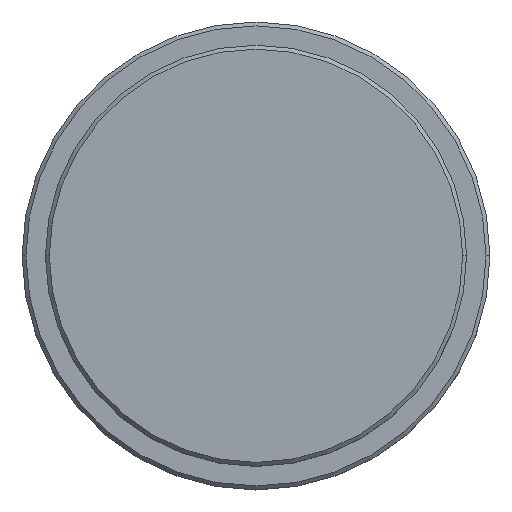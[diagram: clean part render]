
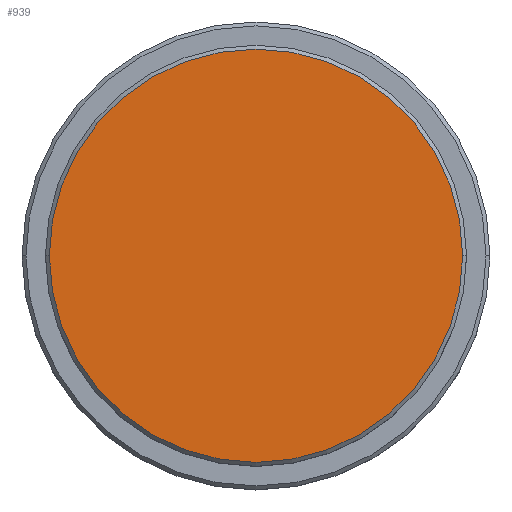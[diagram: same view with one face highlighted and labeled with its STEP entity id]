
A CAD part, top view. The second image highlights one B-rep face of the part: STEP entity #939.
In plain terms, the highlighted planar face has unit normal (0, 0, 1).
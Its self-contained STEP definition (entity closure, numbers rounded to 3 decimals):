
#56 = CARTESIAN_POINT ( 'NONE',  ( -26.5, 0., 0. ) ) ;
#92 = DIRECTION ( 'NONE',  ( 1., 0., 0. ) ) ;
#101 = VERTEX_POINT ( 'NONE', #404 ) ;
#106 = CIRCLE ( 'NONE', #780, 26.5 ) ;
#141 = PLANE ( 'NONE',  #463 ) ;
#158 = EDGE_CURVE ( 'NONE', #101, #1320, #1247, .T. ) ;
#233 = ORIENTED_EDGE ( 'NONE', *, *, #1136, .T. ) ;
#398 = ORIENTED_EDGE ( 'NONE', *, *, #158, .T. ) ;
#404 = CARTESIAN_POINT ( 'NONE',  ( 26.5, 0., 0. ) ) ;
#463 = AXIS2_PLACEMENT_3D ( 'NONE', #484, #587, #1128 ) ;
#484 = CARTESIAN_POINT ( 'NONE',  ( 0., 0., 0. ) ) ;
#492 = FACE_OUTER_BOUND ( 'NONE', #1342, .T. ) ;
#587 = DIRECTION ( 'NONE',  ( 0., 0., 1. ) ) ;
#733 = DIRECTION ( 'NONE',  ( 0., 0., 1. ) ) ;
#780 = AXIS2_PLACEMENT_3D ( 'NONE', #974, #1409, #809 ) ;
#809 = DIRECTION ( 'NONE',  ( 1., 0., 0. ) ) ;
#939 = ADVANCED_FACE ( 'NONE', ( #492 ), #141, .T. ) ;
#974 = CARTESIAN_POINT ( 'NONE',  ( 0., 0., 0. ) ) ;
#978 = AXIS2_PLACEMENT_3D ( 'NONE', #1177, #733, #92 ) ;
#1128 = DIRECTION ( 'NONE',  ( 1., 0., 0. ) ) ;
#1136 = EDGE_CURVE ( 'NONE', #1320, #101, #106, .T. ) ;
#1177 = CARTESIAN_POINT ( 'NONE',  ( 0., 0., 0. ) ) ;
#1247 = CIRCLE ( 'NONE', #978, 26.5 ) ;
#1320 = VERTEX_POINT ( 'NONE', #56 ) ;
#1342 = EDGE_LOOP ( 'NONE', ( #233, #398 ) ) ;
#1409 = DIRECTION ( 'NONE',  ( 0., 0., 1. ) ) ;
